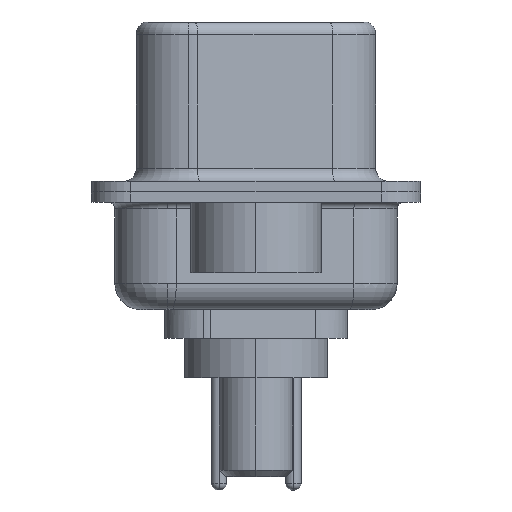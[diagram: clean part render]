
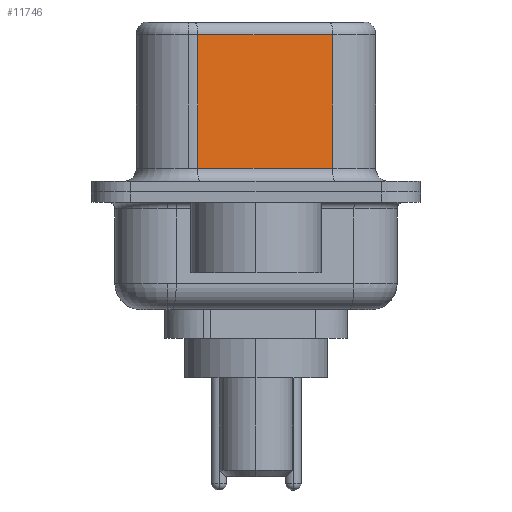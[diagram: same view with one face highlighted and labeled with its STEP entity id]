
A CAD part, left-side view. The second image highlights one B-rep face of the part: STEP entity #11746.
In plain terms, the highlighted planar face has unit normal (-0.985, -0.174, 0).
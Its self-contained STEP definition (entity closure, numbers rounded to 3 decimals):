
#228 = CARTESIAN_POINT ( 'NONE',  ( 4.585, -2.927, 0.9 ) ) ;
#1037 = FACE_OUTER_BOUND ( 'NONE', #16165, .T. ) ;
#1455 = VERTEX_POINT ( 'NONE', #7167 ) ;
#1507 = EDGE_CURVE ( 'NONE', #1455, #12479, #13683, .T. ) ;
#1779 = CARTESIAN_POINT ( 'NONE',  ( 4.585, -2.927, 6.52 ) ) ;
#2635 = EDGE_CURVE ( 'NONE', #3059, #3779, #4872, .T. ) ;
#3029 = DIRECTION ( 'NONE',  ( 0.985, 0.174, 0. ) ) ;
#3059 = VERTEX_POINT ( 'NONE', #12583 ) ;
#3117 = AXIS2_PLACEMENT_3D ( 'NONE', #16471, #3029, #13510 ) ;
#3779 = VERTEX_POINT ( 'NONE', #17680 ) ;
#4434 = LINE ( 'NONE', #15896, #8421 ) ;
#4872 = LINE ( 'NONE', #8144, #16379 ) ;
#5691 = VECTOR ( 'NONE', #13395, 1000. ) ;
#6887 = DIRECTION ( 'NONE',  ( 0., 0., -1. ) ) ;
#7167 = CARTESIAN_POINT ( 'NONE',  ( 3.675, 2.233, 0.9 ) ) ;
#8144 = CARTESIAN_POINT ( 'NONE',  ( 4.585, -2.927, 6.02 ) ) ;
#8421 = VECTOR ( 'NONE', #6887, 1000. ) ;
#8463 = DIRECTION ( 'NONE',  ( -0.174, 0.985, 0. ) ) ;
#10091 = VECTOR ( 'NONE', #13776, 1000. ) ;
#11746 = ADVANCED_FACE ( 'NONE', ( #1037 ), #11998, .F. ) ;
#11998 = PLANE ( 'NONE',  #3117 ) ;
#12479 = VERTEX_POINT ( 'NONE', #228 ) ;
#12536 = EDGE_CURVE ( 'NONE', #3059, #12479, #18119, .T. ) ;
#12583 = CARTESIAN_POINT ( 'NONE',  ( 4.585, -2.927, 6.02 ) ) ;
#13395 = DIRECTION ( 'NONE',  ( 0.174, -0.985, 0. ) ) ;
#13416 = ORIENTED_EDGE ( 'NONE', *, *, #2635, .T. ) ;
#13510 = DIRECTION ( 'NONE',  ( -0.174, 0.985, 0. ) ) ;
#13593 = ORIENTED_EDGE ( 'NONE', *, *, #13946, .T. ) ;
#13683 = LINE ( 'NONE', #15153, #5691 ) ;
#13776 = DIRECTION ( 'NONE',  ( 0., 0., -1. ) ) ;
#13946 = EDGE_CURVE ( 'NONE', #3779, #1455, #4434, .T. ) ;
#15153 = CARTESIAN_POINT ( 'NONE',  ( 4.585, -2.927, 0.9 ) ) ;
#15896 = CARTESIAN_POINT ( 'NONE',  ( 3.675, 2.233, 6.52 ) ) ;
#16165 = EDGE_LOOP ( 'NONE', ( #19135, #13416, #13593, #17934 ) ) ;
#16379 = VECTOR ( 'NONE', #8463, 1000. ) ;
#16471 = CARTESIAN_POINT ( 'NONE',  ( 4.585, -2.927, 6.52 ) ) ;
#17680 = CARTESIAN_POINT ( 'NONE',  ( 3.675, 2.233, 6.02 ) ) ;
#17934 = ORIENTED_EDGE ( 'NONE', *, *, #1507, .T. ) ;
#18119 = LINE ( 'NONE', #1779, #10091 ) ;
#19135 = ORIENTED_EDGE ( 'NONE', *, *, #12536, .F. ) ;
